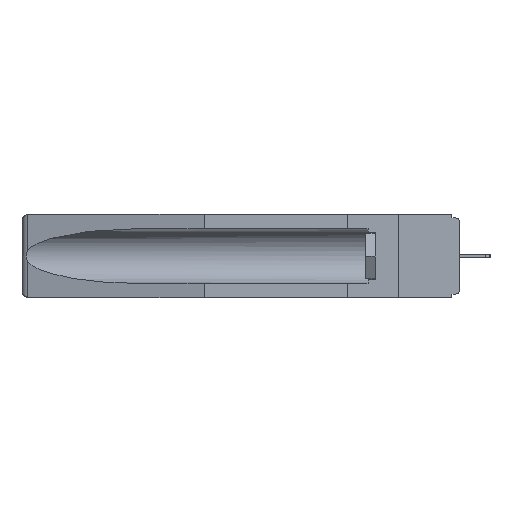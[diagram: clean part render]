
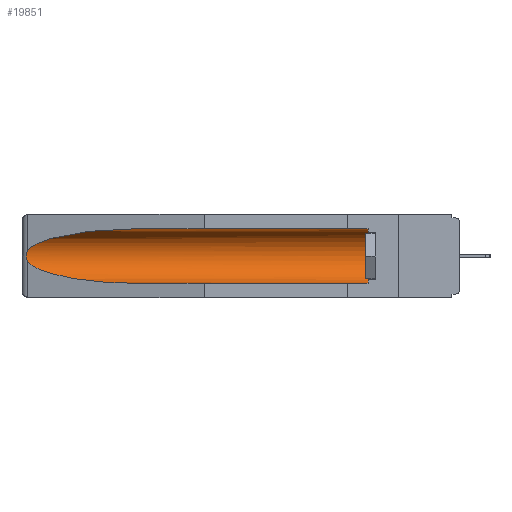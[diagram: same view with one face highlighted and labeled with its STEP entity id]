
A CAD part, left-side view. The second image highlights one B-rep face of the part: STEP entity #19851.
In plain terms, the highlighted cylindrical face has radius 2.857 mm (diameter 5.715 mm), a partial arc.
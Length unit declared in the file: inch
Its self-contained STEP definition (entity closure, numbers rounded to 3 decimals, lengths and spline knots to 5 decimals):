
#227 = LINE ( 'NONE', #9652, #13026 ) ;
#464 = DIRECTION ( 'NONE',  ( 0., 0., 1. ) ) ;
#668 = CARTESIAN_POINT ( 'NONE',  ( 0.26537, 1.52718, -0.14972 ) ) ;
#881 = VERTEX_POINT ( 'NONE', #2438 ) ;
#1711 = ORIENTED_EDGE ( 'NONE', *, *, #23575, .T. ) ;
#2220 = CARTESIAN_POINT ( 'NONE',  ( 0.26655, 1.53094, -0.18657 ) ) ;
#2235 = EDGE_CURVE ( 'NONE', #13367, #881, #23667, .T. ) ;
#2438 = CARTESIAN_POINT ( 'NONE',  ( 0.26537, 1.52718, -0.14972 ) ) ;
#4105 = DIRECTION ( 'NONE',  ( 0., 0., 1. ) ) ;
#4468 = CARTESIAN_POINT ( 'NONE',  ( 0.155, 0.126, -0.1715 ) ) ;
#4614 = LINE ( 'NONE', #23044, #7768 ) ;
#4857 = EDGE_CURVE ( 'NONE', #14669, #16973, #14255, .T. ) ;
#5201 = CARTESIAN_POINT ( 'NONE',  ( 0.26537, 1.52718, -0.19328 ) ) ;
#5736 = CARTESIAN_POINT ( 'NONE',  ( 0.2673, 1.53269, -0.17917 ) ) ;
#5980 = CARTESIAN_POINT ( 'NONE',  ( 0.26597, 1.52961, -0.15275 ) ) ;
#6345 = CARTESIAN_POINT ( 'NONE',  ( 0.25451, 1.48313, -0.09465 ) ) ;
#6745 = ORIENTED_EDGE ( 'NONE', *, *, #2235, .T. ) ;
#7768 = VECTOR ( 'NONE', #19033, 39.37008 ) ;
#8401 = B_SPLINE_CURVE_WITH_KNOTS ( 'NONE', 3,
 ( #11544, #5980, #11666, #18925, #13615, #13243, #5736, #2220, #21004, #11795 ),
 .UNSPECIFIED., .F., .F.,
 ( 4, 2, 2, 2, 4 ),
 ( 0., 0.00029, 0.00058, 0.00087, 0.00117 ),
 .UNSPECIFIED. ) ;
#8467 = ORIENTED_EDGE ( 'NONE', *, *, #4857, .T. ) ;
#9499 = EDGE_CURVE ( 'NONE', #17657, #13367, #227, .T. ) ;
#9652 = CARTESIAN_POINT ( 'NONE',  ( 0.155, -0.30754, -0.059 ) ) ;
#9729 = AXIS2_PLACEMENT_3D ( 'NONE', #4468, #10062, #4105 ) ;
#9805 = CARTESIAN_POINT ( 'NONE',  ( 0.155, 1.07973, -0.284 ) ) ;
#9881 = CARTESIAN_POINT ( 'NONE',  ( 0.21114, 1.30732, -0.284 ) ) ;
#9989 = CARTESIAN_POINT ( 'NONE',  ( 0.155, 1.07973, -0.059 ) ) ;
#10062 = DIRECTION ( 'NONE',  ( 0., -1., 0. ) ) ;
#10067 = CARTESIAN_POINT ( 'NONE',  ( 0.155, 0.126, -0.284 ) ) ;
#11544 = CARTESIAN_POINT ( 'NONE',  ( 0.26537, 1.52718, -0.14972 ) ) ;
#11666 = CARTESIAN_POINT ( 'NONE',  ( 0.26654, 1.53092, -0.15636 ) ) ;
#11669 = CARTESIAN_POINT ( 'NONE',  ( 0.21114, 1.30732, -0.059 ) ) ;
#11795 = CARTESIAN_POINT ( 'NONE',  ( 0.26537, 1.52718, -0.19328 ) ) ;
#12014 = ORIENTED_EDGE ( 'NONE', *, *, #12980, .F. ) ;
#12181 = CARTESIAN_POINT ( 'NONE',  ( 0.26537, 1.52718, -0.19328 ) ) ;
#12980 = EDGE_CURVE ( 'NONE', #16442, #16973, #4614, .T. ) ;
#13026 = VECTOR ( 'NONE', #13398, 39.37008 ) ;
#13243 = CARTESIAN_POINT ( 'NONE',  ( 0.2675, 1.53308, -0.17534 ) ) ;
#13287 = CARTESIAN_POINT ( 'NONE',  ( 0.155, -0.30754, -0.1715 ) ) ;
#13367 = VERTEX_POINT ( 'NONE', #17325 ) ;
#13390 = EDGE_CURVE ( 'NONE', #16442, #17657, #17479, .T. ) ;
#13398 = DIRECTION ( 'NONE',  ( 0., 1., 0. ) ) ;
#13598 = ORIENTED_EDGE ( 'NONE', *, *, #13390, .T. ) ;
#13615 = CARTESIAN_POINT ( 'NONE',  ( 0.2675, 1.53308, -0.16763 ) ) ;
#14255 =( BOUNDED_CURVE ( )  B_SPLINE_CURVE ( 3, ( #12181, #21262, #9881, #17506 ),
 .UNSPECIFIED., .F., .F. ) 
 B_SPLINE_CURVE_WITH_KNOTS ( ( 4, 4 ),
 ( 0.1948, 1.5708 ),
 .UNSPECIFIED. ) 
 CURVE ( )  GEOMETRIC_REPRESENTATION_ITEM ( )  RATIONAL_B_SPLINE_CURVE ( ( 1., 0.848, 0.848, 1. ) ) 
 REPRESENTATION_ITEM ( '' )  );
#14669 = VERTEX_POINT ( 'NONE', #5201 ) ;
#15408 = ORIENTED_EDGE ( 'NONE', *, *, #9499, .T. ) ;
#16277 = AXIS2_PLACEMENT_3D ( 'NONE', #13287, #17414, #464 ) ;
#16442 = VERTEX_POINT ( 'NONE', #10067 ) ;
#16973 = VERTEX_POINT ( 'NONE', #9805 ) ;
#17325 = CARTESIAN_POINT ( 'NONE',  ( 0.155, 1.07973, -0.059 ) ) ;
#17407 = CARTESIAN_POINT ( 'NONE',  ( 0.155, 0.126, -0.059 ) ) ;
#17414 = DIRECTION ( 'NONE',  ( 0., 1., 0. ) ) ;
#17479 = CIRCLE ( 'NONE', #9729, 0.1125 ) ;
#17506 = CARTESIAN_POINT ( 'NONE',  ( 0.155, 1.07973, -0.284 ) ) ;
#17657 = VERTEX_POINT ( 'NONE', #17407 ) ;
#18527 = EDGE_LOOP ( 'NONE', ( #6745, #1711, #8467, #12014, #13598, #15408 ) ) ;
#18925 = CARTESIAN_POINT ( 'NONE',  ( 0.2673, 1.5327, -0.16383 ) ) ;
#18970 = FACE_OUTER_BOUND ( 'NONE', #18527, .T. ) ;
#19033 = DIRECTION ( 'NONE',  ( 0., 1., 0. ) ) ;
#19851 = ADVANCED_FACE ( 'NONE', ( #18970 ), #22985, .F. ) ;
#21004 = CARTESIAN_POINT ( 'NONE',  ( 0.26597, 1.5296, -0.19026 ) ) ;
#21262 = CARTESIAN_POINT ( 'NONE',  ( 0.25451, 1.48313, -0.24835 ) ) ;
#22985 = CYLINDRICAL_SURFACE ( 'NONE', #16277, 0.1125 ) ;
#23044 = CARTESIAN_POINT ( 'NONE',  ( 0.155, -0.30754, -0.284 ) ) ;
#23575 = EDGE_CURVE ( 'NONE', #881, #14669, #8401, .T. ) ;
#23667 =( BOUNDED_CURVE ( )  B_SPLINE_CURVE ( 3, ( #9989, #11669, #6345, #668 ),
 .UNSPECIFIED., .F., .F. ) 
 B_SPLINE_CURVE_WITH_KNOTS ( ( 4, 4 ),
 ( 4.71239, 6.08839 ),
 .UNSPECIFIED. ) 
 CURVE ( )  GEOMETRIC_REPRESENTATION_ITEM ( )  RATIONAL_B_SPLINE_CURVE ( ( 1., 0.848, 0.848, 1. ) ) 
 REPRESENTATION_ITEM ( '' )  );
